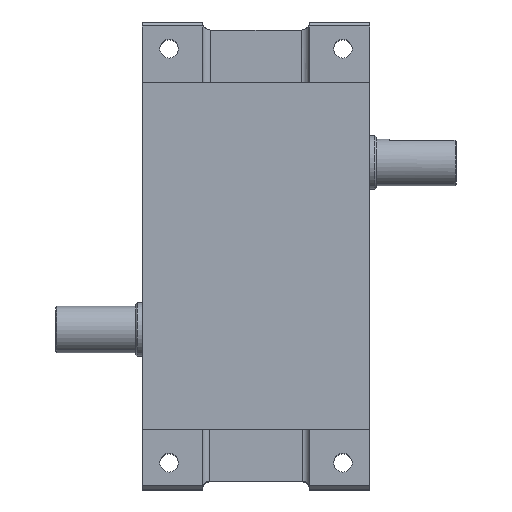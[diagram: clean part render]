
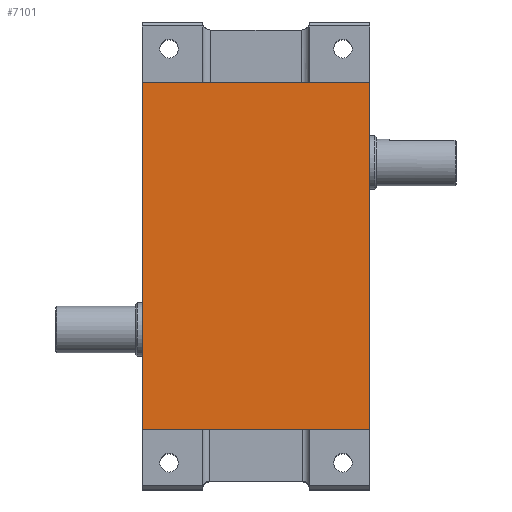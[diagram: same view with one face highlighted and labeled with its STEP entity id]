
A CAD part, top view. The second image highlights one B-rep face of the part: STEP entity #7101.
In plain terms, the highlighted planar face has unit normal (0, 0, 1).
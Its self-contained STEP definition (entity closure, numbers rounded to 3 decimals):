
#6965=CARTESIAN_POINT('Vertex',(-85.,60.,120.)) ;
#6979=CARTESIAN_POINT('Vertex',(-85.,-200.,120.)) ;
#6982=CARTESIAN_POINT('Line Origine',(-85.,-70.,120.)) ;
#7010=CARTESIAN_POINT('Vertex',(85.,-200.,120.)) ;
#7013=CARTESIAN_POINT('Line Origine',(0.,-200.,120.)) ;
#7041=CARTESIAN_POINT('Vertex',(85.,60.,120.)) ;
#7044=CARTESIAN_POINT('Line Origine',(85.,-70.,120.)) ;
#7066=CARTESIAN_POINT('Line Origine',(0.,60.,120.)) ;
#7090=CARTESIAN_POINT('Axis2P3D Location',(0.,0.,120.)) ;
#6983=DIRECTION('Vector Direction',(0.,-1.,0.)) ;
#7014=DIRECTION('Vector Direction',(1.,0.,0.)) ;
#7045=DIRECTION('Vector Direction',(0.,-1.,0.)) ;
#7067=DIRECTION('Vector Direction',(1.,0.,0.)) ;
#7091=DIRECTION('Axis2P3D Direction',(-0.,0.,1.)) ;
#7092=DIRECTION('Axis2P3D XDirection',(1.,0.,0.)) ;
#7093=AXIS2_PLACEMENT_3D('Plane Axis2P3D',#7090,#7091,#7092) ;
#7096=ORIENTED_EDGE('',*,*,#6986,.T.) ;
#7097=ORIENTED_EDGE('',*,*,#7017,.T.) ;
#7098=ORIENTED_EDGE('',*,*,#7048,.T.) ;
#7099=ORIENTED_EDGE('',*,*,#7070,.T.) ;
#6984=VECTOR('Line Direction',#6983,1.) ;
#7015=VECTOR('Line Direction',#7014,1.) ;
#7046=VECTOR('Line Direction',#7045,1.) ;
#7068=VECTOR('Line Direction',#7067,1.) ;
#7101=ADVANCED_FACE('\X2\672C9AD4\X0\.2',(#7100),#7094,.T.) ;
#6986=EDGE_CURVE('',#6966,#6980,#6985,.T.) ;
#7017=EDGE_CURVE('',#6980,#7011,#7016,.T.) ;
#7048=EDGE_CURVE('',#7011,#7042,#7047,.F.) ;
#7070=EDGE_CURVE('',#7042,#6966,#7069,.F.) ;
#7095=EDGE_LOOP('',(#7096,#7097,#7098,#7099)) ;
#7100=FACE_OUTER_BOUND('',#7095,.T.) ;
#6985=LINE('Line',#6982,#6984) ;
#7016=LINE('Line',#7013,#7015) ;
#7047=LINE('Line',#7044,#7046) ;
#7069=LINE('Line',#7066,#7068) ;
#7094=PLANE('Plane',#7093) ;
#6966=VERTEX_POINT('',#6965) ;
#6980=VERTEX_POINT('',#6979) ;
#7011=VERTEX_POINT('',#7010) ;
#7042=VERTEX_POINT('',#7041) ;
